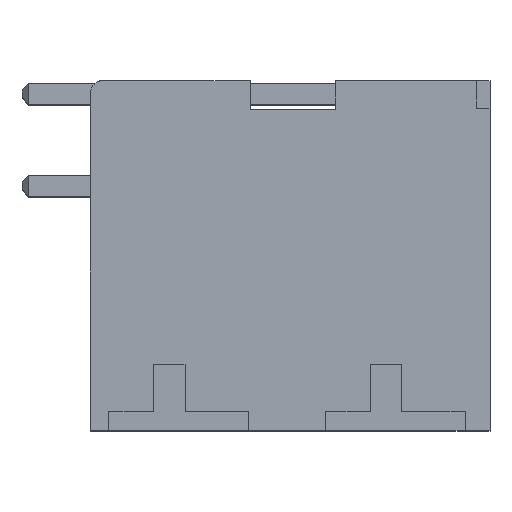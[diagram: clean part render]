
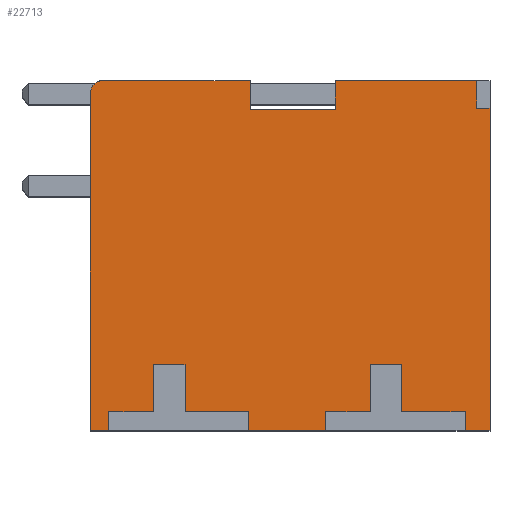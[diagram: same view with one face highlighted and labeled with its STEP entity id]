
A CAD part, top view. The second image highlights one B-rep face of the part: STEP entity #22713.
In plain terms, the highlighted planar face has unit normal (0, 0, 1).
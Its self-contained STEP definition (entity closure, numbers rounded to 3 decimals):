
#5786=DIRECTION('',(-1.,0.,0.));
#5787=VECTOR('',#5786,5.39);
#5788=CARTESIAN_POINT('',(11.703,13.3,33.7));
#5789=LINE('',#5788,#5787);
#5870=DIRECTION('',(0.,-1.,0.));
#5871=VECTOR('',#5870,1.092);
#5872=CARTESIAN_POINT('',(6.313,13.3,33.7));
#5873=LINE('',#5872,#5871);
#5942=DIRECTION('',(0.,1.,0.));
#5943=VECTOR('',#5942,1.092);
#5944=CARTESIAN_POINT('',(3.074,12.208,33.7));
#5945=LINE('',#5944,#5943);
#6142=DIRECTION('',(-1.,0.,0.));
#6143=VECTOR('',#6142,5.716);
#6144=CARTESIAN_POINT('',(3.074,13.3,33.7));
#6145=LINE('',#6144,#6143);
#6314=DIRECTION('',(0.,-1.,0.));
#6315=VECTOR('',#6314,0.02);
#6316=CARTESIAN_POINT('',(-2.641,13.3,33.7));
#6317=LINE('',#6316,#6315);
#7744=DIRECTION('',(-1.,0.,0.));
#7745=VECTOR('',#7744,3.238);
#7746=CARTESIAN_POINT('',(6.313,12.208,33.7));
#7747=LINE('',#7746,#7745);
#7748=DIRECTION('',(0.,1.,0.));
#7749=VECTOR('',#7748,0.7);
#7750=CARTESIAN_POINT('',(11.25,0.,33.7));
#7751=LINE('',#7750,#7749);
#7752=DIRECTION('',(1.,0.,0.));
#7753=VECTOR('',#7752,2.4);
#7754=CARTESIAN_POINT('',(8.85,0.7,33.7));
#7755=LINE('',#7754,#7753);
#7756=DIRECTION('',(0.,-1.,0.));
#7757=VECTOR('',#7756,1.8);
#7758=CARTESIAN_POINT('',(8.85,2.5,33.7));
#7759=LINE('',#7758,#7757);
#7760=DIRECTION('',(1.,0.,0.));
#7761=VECTOR('',#7760,1.2);
#7762=CARTESIAN_POINT('',(7.65,2.5,33.7));
#7763=LINE('',#7762,#7761);
#7764=DIRECTION('',(0.,1.,0.));
#7765=VECTOR('',#7764,1.8);
#7766=CARTESIAN_POINT('',(7.65,0.7,33.7));
#7767=LINE('',#7766,#7765);
#7768=DIRECTION('',(1.,0.,0.));
#7769=VECTOR('',#7768,1.7);
#7770=CARTESIAN_POINT('',(5.95,0.7,33.7));
#7771=LINE('',#7770,#7769);
#7772=DIRECTION('',(0.,1.,0.));
#7773=VECTOR('',#7772,0.7);
#7774=CARTESIAN_POINT('',(5.95,0.,33.7));
#7775=LINE('',#7774,#7773);
#7776=DIRECTION('',(-1.,0.,0.));
#7777=VECTOR('',#7776,2.95);
#7778=CARTESIAN_POINT('',(5.95,0.,33.7));
#7779=LINE('',#7778,#7777);
#7780=DIRECTION('',(0.,1.,0.));
#7781=VECTOR('',#7780,0.7);
#7782=CARTESIAN_POINT('',(3.,0.,33.7));
#7783=LINE('',#7782,#7781);
#7784=DIRECTION('',(1.,0.,0.));
#7785=VECTOR('',#7784,2.4);
#7786=CARTESIAN_POINT('',(0.6,0.7,33.7));
#7787=LINE('',#7786,#7785);
#7788=DIRECTION('',(0.,-1.,0.));
#7789=VECTOR('',#7788,1.8);
#7790=CARTESIAN_POINT('',(0.6,2.5,33.7));
#7791=LINE('',#7790,#7789);
#7792=DIRECTION('',(1.,0.,0.));
#7793=VECTOR('',#7792,1.2);
#7794=CARTESIAN_POINT('',(-0.6,2.5,33.7));
#7795=LINE('',#7794,#7793);
#7796=DIRECTION('',(0.,1.,0.));
#7797=VECTOR('',#7796,1.8);
#7798=CARTESIAN_POINT('',(-0.6,0.7,33.7));
#7799=LINE('',#7798,#7797);
#7800=DIRECTION('',(1.,0.,0.));
#7801=VECTOR('',#7800,1.7);
#7802=CARTESIAN_POINT('',(-2.3,0.7,33.7));
#7803=LINE('',#7802,#7801);
#7804=DIRECTION('',(0.,1.,0.));
#7805=VECTOR('',#7804,0.7);
#7806=CARTESIAN_POINT('',(-2.3,0.,33.7));
#7807=LINE('',#7806,#7805);
#7808=DIRECTION('',(-1.,0.,0.));
#7809=VECTOR('',#7808,0.7);
#7810=CARTESIAN_POINT('',(-2.3,0.,33.7));
#7811=LINE('',#7810,#7809);
#7812=DIRECTION('',(0.,1.,0.));
#7813=VECTOR('',#7812,12.8);
#7814=CARTESIAN_POINT('',(-3.,0.,33.7));
#7815=LINE('',#7814,#7813);
#7816=CARTESIAN_POINT('',(-2.5,12.8,33.7));
#7817=DIRECTION('',(0.,0.,-1.));
#7818=DIRECTION('',(-1.,0.,0.));
#7819=AXIS2_PLACEMENT_3D('',#7816,#7817,#7818);
#7821=DIRECTION('',(0.,-1.,0.));
#7822=VECTOR('',#7821,12.25);
#7823=CARTESIAN_POINT('',(12.2,12.25,33.7));
#7824=LINE('',#7823,#7822);
#7825=DIRECTION('',(-1.,0.,0.));
#7826=VECTOR('',#7825,0.95);
#7827=CARTESIAN_POINT('',(12.2,0.,33.7));
#7828=LINE('',#7827,#7826);
#7988=DIRECTION('',(0.,1.,0.));
#7989=VECTOR('',#7988,1.05);
#7990=CARTESIAN_POINT('',(11.703,12.25,33.7));
#7991=LINE('',#7990,#7989);
#8004=DIRECTION('',(-1.,0.,0.));
#8005=VECTOR('',#8004,0.497);
#8006=CARTESIAN_POINT('',(12.2,12.25,33.7));
#8007=LINE('',#8006,#8005);
#8530=CARTESIAN_POINT('',(-3.,0.,33.7));
#8531=VERTEX_POINT('',#8530);
#8612=CARTESIAN_POINT('',(12.2,12.25,33.7));
#8613=CARTESIAN_POINT('',(12.2,0.,33.7));
#8614=VERTEX_POINT('',#8612);
#8615=VERTEX_POINT('',#8613);
#8622=CARTESIAN_POINT('',(11.703,13.3,33.7));
#8623=VERTEX_POINT('',#8622);
#8624=CARTESIAN_POINT('',(6.313,13.3,33.7));
#8625=VERTEX_POINT('',#8624);
#8626=CARTESIAN_POINT('',(6.313,12.208,33.7));
#8627=VERTEX_POINT('',#8626);
#8636=CARTESIAN_POINT('',(3.074,12.208,33.7));
#8637=CARTESIAN_POINT('',(3.074,13.3,33.7));
#8638=VERTEX_POINT('',#8636);
#8639=VERTEX_POINT('',#8637);
#8648=CARTESIAN_POINT('',(-2.641,13.3,33.7));
#8649=VERTEX_POINT('',#8648);
#8650=CARTESIAN_POINT('',(-2.641,13.28,33.7));
#8651=VERTEX_POINT('',#8650);
#8680=CARTESIAN_POINT('',(-3.,12.8,33.7));
#8681=VERTEX_POINT('',#8680);
#8682=CARTESIAN_POINT('',(11.703,12.25,33.7));
#8683=VERTEX_POINT('',#8682);
#8926=CARTESIAN_POINT('',(11.25,0.7,33.7));
#8927=VERTEX_POINT('',#8926);
#8928=CARTESIAN_POINT('',(11.25,0.,33.7));
#8929=VERTEX_POINT('',#8928);
#8930=CARTESIAN_POINT('',(5.95,0.,33.7));
#8931=VERTEX_POINT('',#8930);
#8932=CARTESIAN_POINT('',(5.95,0.7,33.7));
#8933=VERTEX_POINT('',#8932);
#8934=CARTESIAN_POINT('',(7.65,0.7,33.7));
#8935=VERTEX_POINT('',#8934);
#8936=CARTESIAN_POINT('',(7.65,2.5,33.7));
#8937=VERTEX_POINT('',#8936);
#8938=CARTESIAN_POINT('',(8.85,2.5,33.7));
#8939=VERTEX_POINT('',#8938);
#8940=CARTESIAN_POINT('',(8.85,0.7,33.7));
#8941=VERTEX_POINT('',#8940);
#8942=CARTESIAN_POINT('',(3.,0.,33.7));
#8943=VERTEX_POINT('',#8942);
#8944=CARTESIAN_POINT('',(-2.3,0.,33.7));
#8945=VERTEX_POINT('',#8944);
#8946=CARTESIAN_POINT('',(-2.3,0.7,33.7));
#8947=VERTEX_POINT('',#8946);
#8948=CARTESIAN_POINT('',(-0.6,0.7,33.7));
#8949=VERTEX_POINT('',#8948);
#8950=CARTESIAN_POINT('',(-0.6,2.5,33.7));
#8951=VERTEX_POINT('',#8950);
#8952=CARTESIAN_POINT('',(0.6,2.5,33.7));
#8953=VERTEX_POINT('',#8952);
#8954=CARTESIAN_POINT('',(0.6,0.7,33.7));
#8955=VERTEX_POINT('',#8954);
#8956=CARTESIAN_POINT('',(3.,0.7,33.7));
#8957=VERTEX_POINT('',#8956);
#22660=CARTESIAN_POINT('',(0.,0.,33.7));
#22661=DIRECTION('',(0.,0.,1.));
#22662=DIRECTION('',(1.,0.,0.));
#22663=AXIS2_PLACEMENT_3D('',#22660,#22661,#22662);
#22664=PLANE('',#22663);
#22666=ORIENTED_EDGE('',*,*,#22665,.T.);
#22668=ORIENTED_EDGE('',*,*,#22667,.F.);
#22670=ORIENTED_EDGE('',*,*,#22669,.F.);
#22672=ORIENTED_EDGE('',*,*,#22671,.F.);
#22674=ORIENTED_EDGE('',*,*,#22673,.F.);
#22676=ORIENTED_EDGE('',*,*,#22675,.F.);
#22678=ORIENTED_EDGE('',*,*,#22677,.F.);
#22679=ORIENTED_EDGE('',*,*,#11289,.T.);
#22681=ORIENTED_EDGE('',*,*,#22680,.T.);
#22683=ORIENTED_EDGE('',*,*,#22682,.F.);
#22685=ORIENTED_EDGE('',*,*,#22684,.F.);
#22687=ORIENTED_EDGE('',*,*,#22686,.F.);
#22689=ORIENTED_EDGE('',*,*,#22688,.F.);
#22691=ORIENTED_EDGE('',*,*,#22690,.F.);
#22693=ORIENTED_EDGE('',*,*,#22692,.F.);
#22694=ORIENTED_EDGE('',*,*,#11281,.T.);
#22696=ORIENTED_EDGE('',*,*,#22695,.T.);
#22698=ORIENTED_EDGE('',*,*,#22697,.T.);
#22699=ORIENTED_EDGE('',*,*,#20174,.F.);
#22700=ORIENTED_EDGE('',*,*,#20144,.F.);
#22701=ORIENTED_EDGE('',*,*,#19751,.F.);
#22702=ORIENTED_EDGE('',*,*,#22655,.F.);
#22703=ORIENTED_EDGE('',*,*,#19609,.F.);
#22704=ORIENTED_EDGE('',*,*,#19594,.F.);
#22706=ORIENTED_EDGE('',*,*,#22705,.F.);
#22708=ORIENTED_EDGE('',*,*,#22707,.F.);
#22709=ORIENTED_EDGE('',*,*,#19492,.T.);
#22710=ORIENTED_EDGE('',*,*,#11297,.T.);
#22711=EDGE_LOOP('',(#22666,#22668,#22670,#22672,#22674,#22676,#22678,#22679,
#22681,#22683,#22685,#22687,#22689,#22691,#22693,#22694,#22696,#22698,#22699,
#22700,#22701,#22702,#22703,#22704,#22706,#22708,#22709,#22710));
#22712=FACE_OUTER_BOUND('',#22711,.F.);
#7820=CIRCLE('',#7819,0.5);
#11281=EDGE_CURVE('',#8945,#8531,#7811,.T.);
#11289=EDGE_CURVE('',#8931,#8943,#7779,.T.);
#11297=EDGE_CURVE('',#8615,#8929,#7828,.T.);
#19492=EDGE_CURVE('',#8614,#8615,#7824,.T.);
#19594=EDGE_CURVE('',#8623,#8625,#5789,.T.);
#19609=EDGE_CURVE('',#8625,#8627,#5873,.T.);
#19751=EDGE_CURVE('',#8638,#8639,#5945,.T.);
#20144=EDGE_CURVE('',#8639,#8649,#6145,.T.);
#20174=EDGE_CURVE('',#8649,#8651,#6317,.T.);
#22655=EDGE_CURVE('',#8627,#8638,#7747,.T.);
#22665=EDGE_CURVE('',#8929,#8927,#7751,.T.);
#22667=EDGE_CURVE('',#8941,#8927,#7755,.T.);
#22669=EDGE_CURVE('',#8939,#8941,#7759,.T.);
#22671=EDGE_CURVE('',#8937,#8939,#7763,.T.);
#22673=EDGE_CURVE('',#8935,#8937,#7767,.T.);
#22675=EDGE_CURVE('',#8933,#8935,#7771,.T.);
#22677=EDGE_CURVE('',#8931,#8933,#7775,.T.);
#22680=EDGE_CURVE('',#8943,#8957,#7783,.T.);
#22682=EDGE_CURVE('',#8955,#8957,#7787,.T.);
#22684=EDGE_CURVE('',#8953,#8955,#7791,.T.);
#22686=EDGE_CURVE('',#8951,#8953,#7795,.T.);
#22688=EDGE_CURVE('',#8949,#8951,#7799,.T.);
#22690=EDGE_CURVE('',#8947,#8949,#7803,.T.);
#22692=EDGE_CURVE('',#8945,#8947,#7807,.T.);
#22695=EDGE_CURVE('',#8531,#8681,#7815,.T.);
#22697=EDGE_CURVE('',#8681,#8651,#7820,.T.);
#22705=EDGE_CURVE('',#8683,#8623,#7991,.T.);
#22707=EDGE_CURVE('',#8614,#8683,#8007,.T.);
#22713=ADVANCED_FACE('',(#22712),#22664,.T.);
